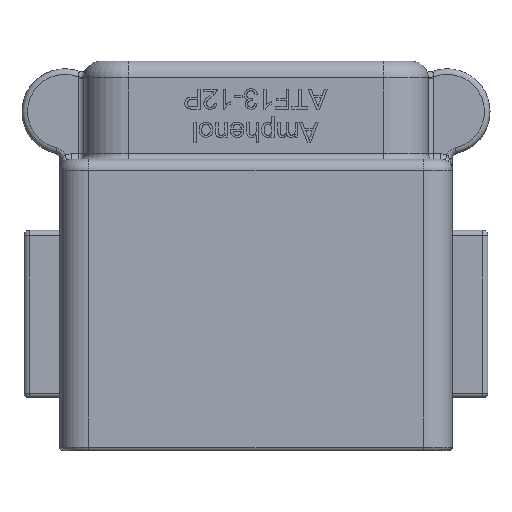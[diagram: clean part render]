
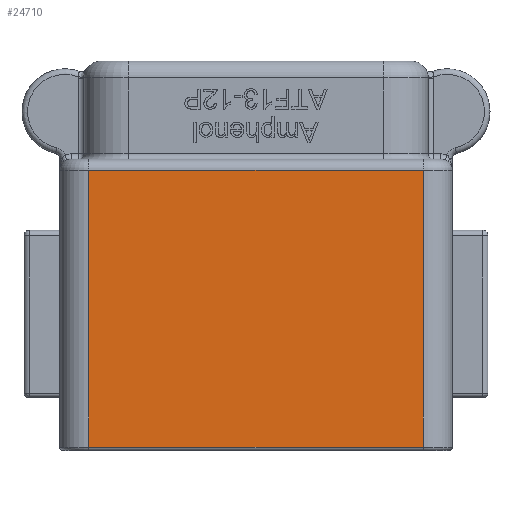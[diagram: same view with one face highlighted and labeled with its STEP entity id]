
A CAD part, top view. The second image highlights one B-rep face of the part: STEP entity #24710.
In plain terms, the highlighted planar face has unit normal (0, 0, 1).
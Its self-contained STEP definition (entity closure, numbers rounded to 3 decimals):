
#7597=DIRECTION('',(1.,0.,0.));
#7598=VECTOR('',#7597,29.95);
#7599=CARTESIAN_POINT('',(-14.975,25.,11.1));
#7600=LINE('',#7599,#7598);
#7601=DIRECTION('',(0.,1.,0.));
#7602=VECTOR('',#7601,24.8);
#7603=CARTESIAN_POINT('',(14.975,0.2,11.1));
#7604=LINE('',#7603,#7602);
#7605=DIRECTION('',(1.,0.,0.));
#7606=VECTOR('',#7605,29.95);
#7607=CARTESIAN_POINT('',(-14.975,0.2,11.1));
#7608=LINE('',#7607,#7606);
#7624=DIRECTION('',(0.,1.,0.));
#7625=VECTOR('',#7624,24.8);
#7626=CARTESIAN_POINT('',(-14.975,0.2,11.1));
#7627=LINE('',#7626,#7625);
#11656=CARTESIAN_POINT('',(-14.975,0.2,11.1));
#11657=CARTESIAN_POINT('',(14.975,0.2,11.1));
#11658=VERTEX_POINT('',#11656);
#11659=VERTEX_POINT('',#11657);
#12172=CARTESIAN_POINT('',(14.975,25.,11.1));
#12174=VERTEX_POINT('',#12172);
#12178=CARTESIAN_POINT('',(-14.975,25.,11.1));
#12179=VERTEX_POINT('',#12178);
#24697=CARTESIAN_POINT('',(-17.125,0.,11.1));
#24698=DIRECTION('',(0.,0.,1.));
#24699=DIRECTION('',(1.,0.,0.));
#24700=AXIS2_PLACEMENT_3D('',#24697,#24698,#24699);
#24701=PLANE('',#24700);
#24703=ORIENTED_EDGE('',*,*,#24702,.T.);
#24704=ORIENTED_EDGE('',*,*,#24550,.F.);
#24705=ORIENTED_EDGE('',*,*,#24688,.F.);
#24707=ORIENTED_EDGE('',*,*,#24706,.T.);
#24708=EDGE_LOOP('',(#24703,#24704,#24705,#24707));
#24709=FACE_OUTER_BOUND('',#24708,.F.);
#24710=ADVANCED_FACE('',(#24709),#24701,.T.);
#24550=EDGE_CURVE('',#11659,#12174,#7604,.T.);
#24688=EDGE_CURVE('',#11658,#11659,#7608,.T.);
#24702=EDGE_CURVE('',#12179,#12174,#7600,.T.);
#24706=EDGE_CURVE('',#11658,#12179,#7627,.T.);
